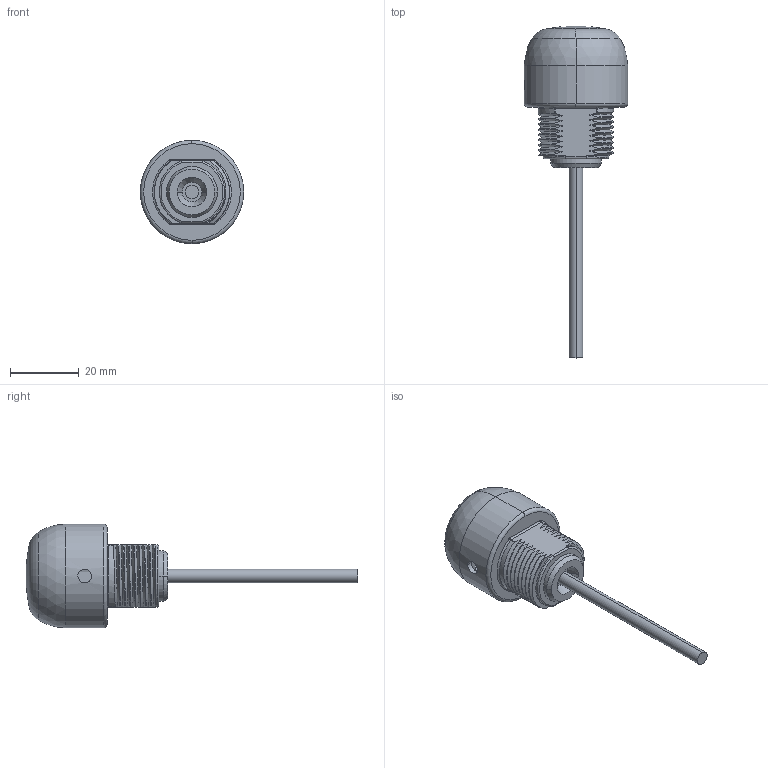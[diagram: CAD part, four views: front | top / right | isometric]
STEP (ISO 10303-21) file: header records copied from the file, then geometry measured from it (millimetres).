
FILE_DESCRIPTION((''),'2;1');
FILE_NAME('171612_ASM','2013-04-05T',('pdmadmin'),(''),'PRO/ENGINEER BY PARAMETRIC TECHNOLOGY CORPORATION, 2012300','PRO/ENGINEER BY PARAMETRIC TECHNOLOGY CORPORATION, 2012300','');
FILE_SCHEMA(('CONFIG_CONTROL_DESIGN'));
Products named in the file (5): 133592; 123840; CABLE_157; 168909; 171612_ASM
Assembly tree (4 placements, depth 2):
  171612_ASM
    133592
    123840
    CABLE_157
    168909
Bounding box: 30 x 96.27 x 30 mm (x, y, z)
Volume: 10374.9 mm3; surface area: 10214.5 mm2
Topology: 4 solids, 4 shells, 337 faces, 873 edges, 549 vertices
Faces by surface type: bspline 97, cylinder 94, plane 79, torus 28, cone 22, sphere 17
Entity records: 23720 total; most frequent: CARTESIAN_POINT 16148, ORIENTED_EDGE 1742, DIRECTION 1311, EDGE_CURVE 871, VERTEX_POINT 549, AXIS2_PLACEMENT_3D 543, EDGE_LOOP 354, B_SPLINE_CURVE_WITH_KNOTS 352
